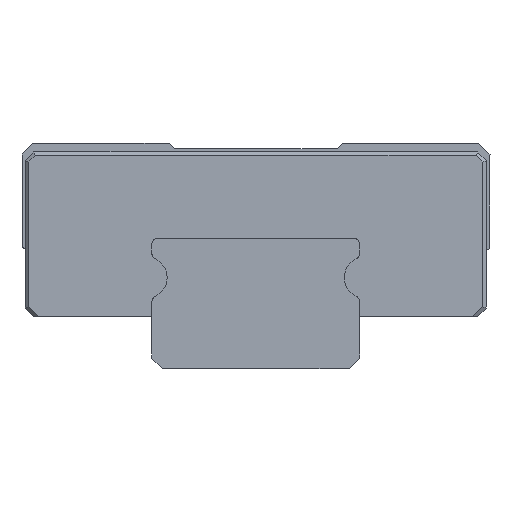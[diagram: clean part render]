
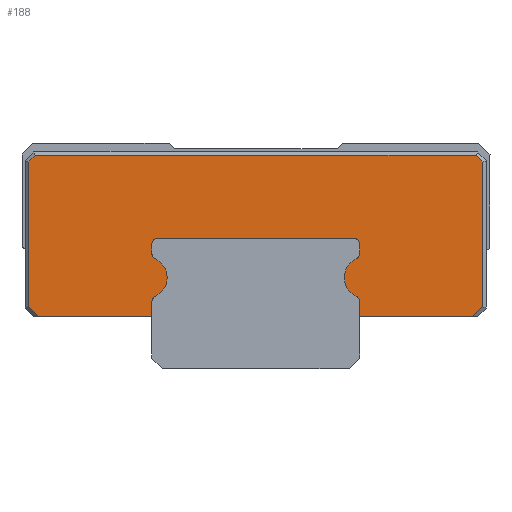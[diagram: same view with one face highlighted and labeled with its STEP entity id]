
A CAD part, front view. The second image highlights one B-rep face of the part: STEP entity #188.
In plain terms, the highlighted planar face has unit normal (0, -1, 0).
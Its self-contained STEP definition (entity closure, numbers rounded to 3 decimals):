
#188=ADVANCED_FACE('',(#367),#368,.F.);
#367=FACE_OUTER_BOUND('',#609,.T.);
#368=PLANE('',#610);
#609=EDGE_LOOP('',(#1221,#1222,#1223,#1224,#1225,#1226,#1227,#1228,#1229,#1230,#1231,#1232,#1233,#1234,#1235,#1236,#1237,#1238,#1239,#1240,#1241,#1242));
#610=AXIS2_PLACEMENT_3D('',#1243,#1244,#1245);
#1221=ORIENTED_EDGE('',*,*,#1687,.T.);
#1222=ORIENTED_EDGE('',*,*,#1709,.T.);
#1223=ORIENTED_EDGE('',*,*,#1827,.F.);
#1224=ORIENTED_EDGE('',*,*,#1718,.F.);
#1225=ORIENTED_EDGE('',*,*,#1726,.F.);
#1226=ORIENTED_EDGE('',*,*,#1729,.F.);
#1227=ORIENTED_EDGE('',*,*,#1746,.F.);
#1228=ORIENTED_EDGE('',*,*,#1736,.F.);
#1229=ORIENTED_EDGE('',*,*,#1805,.F.);
#1230=ORIENTED_EDGE('',*,*,#1703,.F.);
#1231=ORIENTED_EDGE('',*,*,#1828,.F.);
#1232=ORIENTED_EDGE('',*,*,#1815,.F.);
#1233=ORIENTED_EDGE('',*,*,#1829,.F.);
#1234=ORIENTED_EDGE('',*,*,#1753,.F.);
#1235=ORIENTED_EDGE('',*,*,#1786,.F.);
#1236=ORIENTED_EDGE('',*,*,#1808,.F.);
#1237=ORIENTED_EDGE('',*,*,#1695,.F.);
#1238=ORIENTED_EDGE('',*,*,#1745,.T.);
#1239=ORIENTED_EDGE('',*,*,#1725,.T.);
#1240=ORIENTED_EDGE('',*,*,#1814,.T.);
#1241=ORIENTED_EDGE('',*,*,#1690,.T.);
#1242=ORIENTED_EDGE('',*,*,#1684,.T.);
#1243=CARTESIAN_POINT('',(67.55,36.75,-2.15));
#1244=DIRECTION('',(0.0,1.0,0.0));
#1245=DIRECTION('',(1.0,0.0,0.0));
#1684=EDGE_CURVE('',#2098,#2103,#2105,.T.);
#1687=EDGE_CURVE('',#2103,#2108,#2110,.T.);
#1690=EDGE_CURVE('',#2111,#2098,#2115,.T.);
#1695=EDGE_CURVE('',#2121,#2123,#2124,.T.);
#1703=EDGE_CURVE('',#2138,#2139,#2140,.T.);
#1709=EDGE_CURVE('',#2108,#2147,#2150,.T.);
#1718=EDGE_CURVE('',#2165,#2166,#2167,.T.);
#1725=EDGE_CURVE('',#2173,#2178,#2180,.T.);
#1726=EDGE_CURVE('',#2181,#2165,#2182,.T.);
#1729=EDGE_CURVE('',#2186,#2181,#2187,.T.);
#1736=EDGE_CURVE('',#2195,#2196,#2197,.T.);
#1745=EDGE_CURVE('',#2121,#2173,#2212,.T.);
#1746=EDGE_CURVE('',#2196,#2186,#2213,.T.);
#1753=EDGE_CURVE('',#2222,#2223,#2224,.T.);
#1786=EDGE_CURVE('',#2276,#2222,#2277,.T.);
#1805=EDGE_CURVE('',#2139,#2195,#2307,.T.);
#1808=EDGE_CURVE('',#2123,#2276,#2310,.T.);
#1814=EDGE_CURVE('',#2178,#2111,#2317,.T.);
#1815=EDGE_CURVE('',#2318,#2319,#2320,.T.);
#1827=EDGE_CURVE('',#2166,#2147,#2336,.T.);
#1828=EDGE_CURVE('',#2319,#2138,#2337,.T.);
#1829=EDGE_CURVE('',#2223,#2318,#2338,.T.);
#2098=VERTEX_POINT('',#2828);
#2103=VERTEX_POINT('',#2835);
#2105=LINE('',#2838,#2839);
#2108=VERTEX_POINT('',#2843);
#2110=LINE('',#2846,#2847);
#2111=VERTEX_POINT('',#2848);
#2115=LINE('',#2854,#2855);
#2121=VERTEX_POINT('',#2862);
#2123=VERTEX_POINT('',#2865);
#2124=LINE('',#2866,#2867);
#2138=VERTEX_POINT('',#2888);
#2139=VERTEX_POINT('',#2889);
#2140=LINE('',#2890,#2891);
#2147=VERTEX_POINT('',#2901);
#2150=LINE('',#2905,#2906);
#2165=VERTEX_POINT('',#2929);
#2166=VERTEX_POINT('',#2930);
#2167=LINE('',#2931,#2932);
#2173=VERTEX_POINT('',#2941);
#2178=VERTEX_POINT('',#2948);
#2180=LINE('',#2951,#2952);
#2181=VERTEX_POINT('',#2953);
#2182=CIRCLE('',#2954,0.3);
#2186=VERTEX_POINT('',#2959);
#2187=CIRCLE('',#2960,1.191);
#2195=VERTEX_POINT('',#2971);
#2196=VERTEX_POINT('',#2972);
#2197=LINE('',#2973,#2974);
#2212=LINE('',#2997,#2998);
#2213=CIRCLE('',#2999,0.3);
#2222=VERTEX_POINT('',#3013);
#2223=VERTEX_POINT('',#3014);
#2224=CIRCLE('',#3015,1.191);
#2276=VERTEX_POINT('',#3092);
#2277=CIRCLE('',#3093,0.3);
#2307=CIRCLE('',#3139,0.3);
#2310=LINE('',#3143,#3144);
#2317=LINE('',#3157,#3158);
#2318=VERTEX_POINT('',#3159);
#2319=VERTEX_POINT('',#3160);
#2320=LINE('',#3161,#3162);
#2336=LINE('',#3188,#3189);
#2337=CIRCLE('',#3190,0.3);
#2338=CIRCLE('',#3191,0.3);
#2828=CARTESIAN_POINT('',(37.283,36.75,2.4));
#2835=CARTESIAN_POINT('',(36.9,36.75,2.017));
#2838=CARTESIAN_POINT('',(36.841,36.75,1.959));
#2839=VECTOR('',#3752,1000.0);
#2843=CARTESIAN_POINT('',(36.9,36.75,-6.317));
#2846=CARTESIAN_POINT('',(36.9,36.75,-6.4));
#2847=VECTOR('',#3755,1000.0);
#2848=CARTESIAN_POINT('',(62.717,36.75,2.4));
#2854=CARTESIAN_POINT('',(37.2,36.75,2.4));
#2855=VECTOR('',#3758,1000.0);
#2862=CARTESIAN_POINT('',(62.517,36.75,-6.9));
#2865=CARTESIAN_POINT('',(55.988,36.75,-6.9));
#2866=CARTESIAN_POINT('',(62.8,36.75,-6.9));
#2867=VECTOR('',#3767,1000.0);
#2888=CARTESIAN_POINT('',(55.688,36.75,-2.4));
#2889=CARTESIAN_POINT('',(44.313,36.75,-2.4));
#2890=CARTESIAN_POINT('',(67.55,36.75,-2.4));
#2891=VECTOR('',#3775,1000.0);
#2901=CARTESIAN_POINT('',(37.483,36.75,-6.9));
#2905=CARTESIAN_POINT('',(37.341,36.75,-6.759));
#2906=VECTOR('',#3783,1000.0);
#2929=CARTESIAN_POINT('',(44.013,36.75,-6.009));
#2930=CARTESIAN_POINT('',(44.013,36.75,-6.9));
#2931=CARTESIAN_POINT('',(44.013,36.75,-2.15));
#2932=VECTOR('',#3792,1000.0);
#2941=CARTESIAN_POINT('',(63.1,36.75,-6.317));
#2948=CARTESIAN_POINT('',(63.1,36.75,2.017));
#2951=CARTESIAN_POINT('',(63.1,36.75,2.1));
#2952=VECTOR('',#3799,1000.0);
#2953=CARTESIAN_POINT('',(44.189,36.75,-5.736));
#2954=AXIS2_PLACEMENT_3D('',#3800,#3801,#3802);
#2959=CARTESIAN_POINT('',(44.189,36.75,-3.564));
#2960=AXIS2_PLACEMENT_3D('',#3807,#3808,#3809);
#2971=CARTESIAN_POINT('',(44.013,36.75,-2.7));
#2972=CARTESIAN_POINT('',(44.013,36.75,-3.291));
#2973=CARTESIAN_POINT('',(44.013,36.75,-2.15));
#2974=VECTOR('',#3822,1000.0);
#2997=CARTESIAN_POINT('',(63.159,36.75,-6.259));
#2998=VECTOR('',#3831,1000.0);
#2999=AXIS2_PLACEMENT_3D('',#3832,#3833,#3834);
#3013=CARTESIAN_POINT('',(55.811,36.75,-5.736));
#3014=CARTESIAN_POINT('',(55.811,36.75,-3.564));
#3015=AXIS2_PLACEMENT_3D('',#3843,#3844,#3845);
#3092=CARTESIAN_POINT('',(55.988,36.75,-6.009));
#3093=AXIS2_PLACEMENT_3D('',#3892,#3893,#3894);
#3139=AXIS2_PLACEMENT_3D('',#3917,#3918,#3919);
#3143=CARTESIAN_POINT('',(55.988,36.75,-2.15));
#3144=VECTOR('',#3924,1000.0);
#3157=CARTESIAN_POINT('',(62.659,36.75,2.459));
#3158=VECTOR('',#3931,1000.0);
#3159=CARTESIAN_POINT('',(55.988,36.75,-3.291));
#3160=CARTESIAN_POINT('',(55.988,36.75,-2.7));
#3161=CARTESIAN_POINT('',(55.988,36.75,-2.15));
#3162=VECTOR('',#3932,1000.0);
#3188=CARTESIAN_POINT('',(62.8,36.75,-6.9));
#3189=VECTOR('',#3946,1000.0);
#3190=AXIS2_PLACEMENT_3D('',#3947,#3948,#3949);
#3191=AXIS2_PLACEMENT_3D('',#3950,#3951,#3952);
#3752=DIRECTION('',(-0.707,0.0,-0.707));
#3755=DIRECTION('',(0.,0.0,-1.0));
#3758=DIRECTION('',(-1.0,0.0,0.));
#3767=DIRECTION('',(-1.0,0.0,0.));
#3775=DIRECTION('',(-1.0,0.0,0.0));
#3783=DIRECTION('',(0.707,0.0,-0.707));
#3792=DIRECTION('',(0.0,0.0,-1.0));
#3799=DIRECTION('',(0.,0.0,1.0));
#3800=CARTESIAN_POINT('',(44.313,36.75,-6.009));
#3801=DIRECTION('',(0.0,-1.0,0.0));
#3802=DIRECTION('',(0.0,0.0,1.0));
#3807=CARTESIAN_POINT('',(43.7,36.75,-4.65));
#3808=DIRECTION('',(0.0,1.0,0.0));
#3809=DIRECTION('',(0.0,0.0,1.0));
#3822=DIRECTION('',(0.0,0.0,-1.0));
#3831=DIRECTION('',(0.707,0.0,0.707));
#3832=CARTESIAN_POINT('',(44.313,36.75,-3.291));
#3833=DIRECTION('',(0.0,-1.0,0.0));
#3834=DIRECTION('',(0.0,0.0,1.0));
#3843=CARTESIAN_POINT('',(56.3,36.75,-4.65));
#3844=DIRECTION('',(0.0,1.0,0.0));
#3845=DIRECTION('',(0.0,0.0,1.0));
#3892=CARTESIAN_POINT('',(55.688,36.75,-6.009));
#3893=DIRECTION('',(0.0,-1.0,0.0));
#3894=DIRECTION('',(0.0,0.0,1.0));
#3917=CARTESIAN_POINT('',(44.313,36.75,-2.7));
#3918=DIRECTION('',(0.0,-1.0,0.0));
#3919=DIRECTION('',(0.0,0.0,1.0));
#3924=DIRECTION('',(0.0,0.0,1.0));
#3931=DIRECTION('',(-0.707,0.0,0.707));
#3932=DIRECTION('',(0.0,0.0,1.0));
#3946=DIRECTION('',(-1.0,0.0,0.));
#3947=CARTESIAN_POINT('',(55.688,36.75,-2.7));
#3948=DIRECTION('',(0.0,-1.0,0.0));
#3949=DIRECTION('',(0.0,0.0,1.0));
#3950=CARTESIAN_POINT('',(55.688,36.75,-3.291));
#3951=DIRECTION('',(0.0,-1.0,0.0));
#3952=DIRECTION('',(0.0,0.0,1.0));
